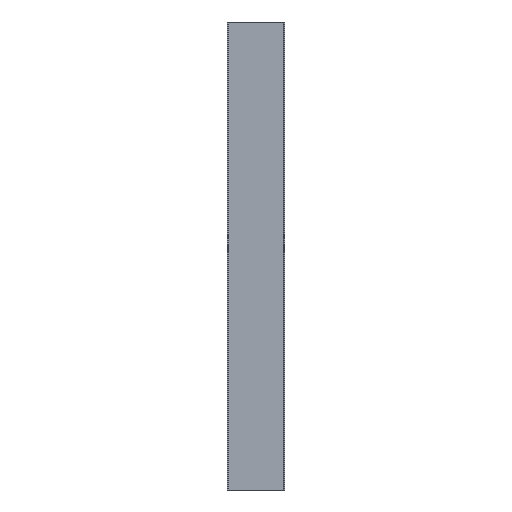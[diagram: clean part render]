
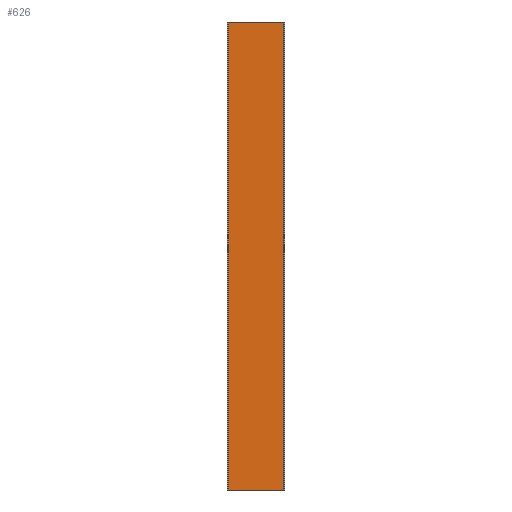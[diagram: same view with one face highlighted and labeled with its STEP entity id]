
A CAD part, left-side view. The second image highlights one B-rep face of the part: STEP entity #626.
In plain terms, the highlighted planar face has unit normal (-1, 0, 0).
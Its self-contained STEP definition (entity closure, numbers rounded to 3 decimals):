
#5 = EDGE_CURVE ( 'NONE', #508, #482, #56, .T. ) ;
#35 = ORIENTED_EDGE ( 'NONE', *, *, #578, .T. ) ;
#39 = ORIENTED_EDGE ( 'NONE', *, *, #5, .F. ) ;
#42 = CARTESIAN_POINT ( 'NONE',  ( -1.5, 120.3, 1000. ) ) ;
#56 = LINE ( 'NONE', #242, #305 ) ;
#70 = CARTESIAN_POINT ( 'NONE',  ( -1.5, 1.7, 0. ) ) ;
#73 = DIRECTION ( 'NONE',  ( 0., 0., -1. ) ) ;
#171 = VERTEX_POINT ( 'NONE', #398 ) ;
#175 = DIRECTION ( 'NONE',  ( 0., -1., 0. ) ) ;
#176 = LINE ( 'NONE', #558, #314 ) ;
#222 = VERTEX_POINT ( 'NONE', #403 ) ;
#242 = CARTESIAN_POINT ( 'NONE',  ( -1.5, 1.7, 1000. ) ) ;
#243 = CARTESIAN_POINT ( 'NONE',  ( -1.5, 1.6, 1000. ) ) ;
#253 = VECTOR ( 'NONE', #459, 1000. ) ;
#260 = FACE_OUTER_BOUND ( 'NONE', #302, .T. ) ;
#302 = EDGE_LOOP ( 'NONE', ( #35, #666, #39, #374 ) ) ;
#305 = VECTOR ( 'NONE', #175, 1000. ) ;
#308 = DIRECTION ( 'NONE',  ( 0., 0., -1. ) ) ;
#311 = LINE ( 'NONE', #70, #253 ) ;
#314 = VECTOR ( 'NONE', #308, 1000. ) ;
#374 = ORIENTED_EDGE ( 'NONE', *, *, #440, .T. ) ;
#398 = CARTESIAN_POINT ( 'NONE',  ( -1.5, 1.6, 0. ) ) ;
#403 = CARTESIAN_POINT ( 'NONE',  ( -1.5, 120.3, 0. ) ) ;
#425 = DIRECTION ( 'NONE',  ( 0., 0., -1. ) ) ;
#440 = EDGE_CURVE ( 'NONE', #508, #222, #570, .T. ) ;
#459 = DIRECTION ( 'NONE',  ( 0., -1., 0. ) ) ;
#463 = DIRECTION ( 'NONE',  ( 1., 0., 0. ) ) ;
#482 = VERTEX_POINT ( 'NONE', #243 ) ;
#489 = CARTESIAN_POINT ( 'NONE',  ( -1.5, 120.3, 1000. ) ) ;
#508 = VERTEX_POINT ( 'NONE', #42 ) ;
#511 = VECTOR ( 'NONE', #425, 1000. ) ;
#530 = CARTESIAN_POINT ( 'NONE',  ( -1.5, 1.7, 1000. ) ) ;
#558 = CARTESIAN_POINT ( 'NONE',  ( -1.5, 1.6, 1000. ) ) ;
#570 = LINE ( 'NONE', #489, #511 ) ;
#578 = EDGE_CURVE ( 'NONE', #222, #171, #311, .T. ) ;
#626 = ADVANCED_FACE ( 'NONE', ( #260 ), #655, .F. ) ;
#655 = PLANE ( 'NONE',  #810 ) ;
#666 = ORIENTED_EDGE ( 'NONE', *, *, #834, .F. ) ;
#810 = AXIS2_PLACEMENT_3D ( 'NONE', #530, #463, #73 ) ;
#834 = EDGE_CURVE ( 'NONE', #482, #171, #176, .T. ) ;
